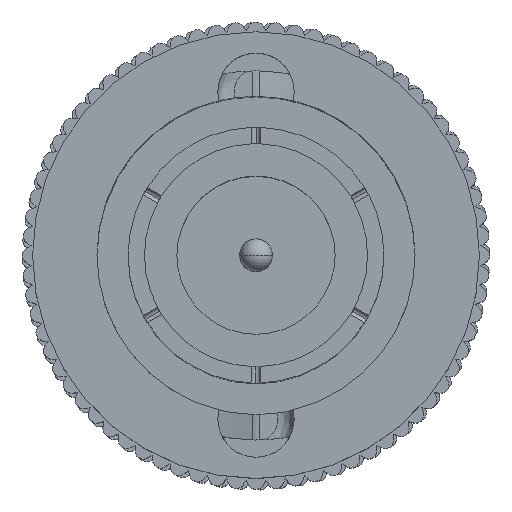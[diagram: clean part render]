
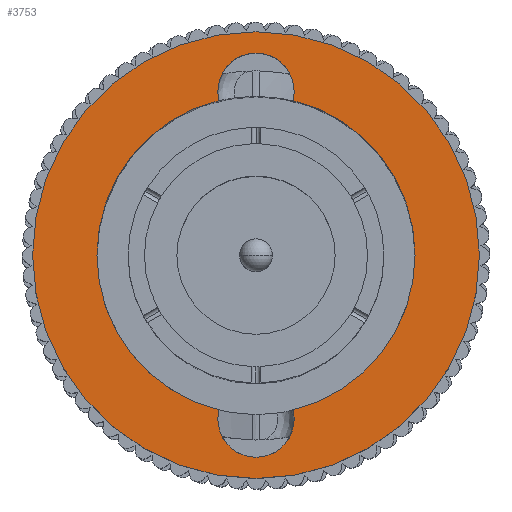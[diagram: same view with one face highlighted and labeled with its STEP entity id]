
A CAD part, top view. The second image highlights one B-rep face of the part: STEP entity #3753.
In plain terms, the highlighted planar face has unit normal (0, 0, 1).
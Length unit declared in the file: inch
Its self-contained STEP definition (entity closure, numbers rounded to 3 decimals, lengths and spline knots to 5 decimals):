
#20 = DIRECTION ( 'NONE',  ( 0., 0., 1. ) ) ;
#164 = CARTESIAN_POINT ( 'NONE',  ( -0.2725, 0., 0. ) ) ;
#234 = DIRECTION ( 'NONE',  ( 1., 0., 0. ) ) ;
#298 = CARTESIAN_POINT ( 'NONE',  ( 0., 0., 0. ) ) ;
#343 = CIRCLE ( 'NONE', #9494, 0.0465 ) ;
#546 = DIRECTION ( 'NONE',  ( 0., 0., 1. ) ) ;
#553 = VERTEX_POINT ( 'NONE', #7395 ) ;
#558 = CIRCLE ( 'NONE', #7183, 0.0465 ) ;
#618 = DIRECTION ( 'NONE',  ( 0., 0., 1. ) ) ;
#620 = ORIENTED_EDGE ( 'NONE', *, *, #1177, .F. ) ;
#747 = CIRCLE ( 'NONE', #8513, 0.0465 ) ;
#796 = DIRECTION ( 'NONE',  ( 0., 0., 1. ) ) ;
#837 = VERTEX_POINT ( 'NONE', #2548 ) ;
#955 = DIRECTION ( 'NONE',  ( 0., 0., 1. ) ) ;
#1177 = EDGE_CURVE ( 'NONE', #553, #6130, #3629, .T. ) ;
#1260 = CARTESIAN_POINT ( 'NONE',  ( 0., -0.2, 0. ) ) ;
#1333 = AXIS2_PLACEMENT_3D ( 'NONE', #9287, #5699, #8375 ) ;
#1343 = DIRECTION ( 'NONE',  ( 0., 0., 1. ) ) ;
#1415 = PLANE ( 'NONE',  #1721 ) ;
#1456 = DIRECTION ( 'NONE',  ( 1., 0., 0. ) ) ;
#1459 = EDGE_CURVE ( 'NONE', #7841, #10653, #11824, .T. ) ;
#1544 = EDGE_CURVE ( 'NONE', #3646, #553, #343, .T. ) ;
#1560 = EDGE_CURVE ( 'NONE', #10653, #6689, #4432, .T. ) ;
#1721 = AXIS2_PLACEMENT_3D ( 'NONE', #3416, #7147, #11832 ) ;
#2072 = CARTESIAN_POINT ( 'NONE',  ( -0.0465, 0.2, 0. ) ) ;
#2091 = CARTESIAN_POINT ( 'NONE',  ( -0.0451, 0.18868, 0. ) ) ;
#2228 = CARTESIAN_POINT ( 'NONE',  ( 0., 0., 0. ) ) ;
#2242 = DIRECTION ( 'NONE',  ( 0., 0., 1. ) ) ;
#2471 = AXIS2_PLACEMENT_3D ( 'NONE', #6455, #9314, #5488 ) ;
#2486 = CARTESIAN_POINT ( 'NONE',  ( 0., 0., 0. ) ) ;
#2548 = CARTESIAN_POINT ( 'NONE',  ( 0.0451, -0.18868, 0. ) ) ;
#2611 = EDGE_CURVE ( 'NONE', #837, #7841, #2696, .T. ) ;
#2696 = CIRCLE ( 'NONE', #6782, 0.194 ) ;
#2806 = CARTESIAN_POINT ( 'NONE',  ( 0.0465, -0.2, 0. ) ) ;
#3046 = ORIENTED_EDGE ( 'NONE', *, *, #8291, .T. ) ;
#3416 = CARTESIAN_POINT ( 'NONE',  ( 0.2725, 0., 0. ) ) ;
#3419 = EDGE_CURVE ( 'NONE', #6689, #11657, #747, .T. ) ;
#3629 = CIRCLE ( 'NONE', #10061, 0.0465 ) ;
#3646 = VERTEX_POINT ( 'NONE', #11717 ) ;
#3676 = DIRECTION ( 'NONE',  ( -1., 0., 0. ) ) ;
#3753 = ADVANCED_FACE ( 'NONE', ( #9772, #8112 ), #1415, .T. ) ;
#3908 = EDGE_LOOP ( 'NONE', ( #6021, #3046 ) ) ;
#3945 = DIRECTION ( 'NONE',  ( 1., 0., 0. ) ) ;
#4174 = EDGE_CURVE ( 'NONE', #11657, #11367, #558, .T. ) ;
#4263 = ORIENTED_EDGE ( 'NONE', *, *, #8980, .F. ) ;
#4432 = CIRCLE ( 'NONE', #2471, 0.0465 ) ;
#4657 = ORIENTED_EDGE ( 'NONE', *, *, #1544, .F. ) ;
#4862 = CIRCLE ( 'NONE', #7579, 0.194 ) ;
#4971 = ORIENTED_EDGE ( 'NONE', *, *, #9798, .F. ) ;
#5289 = VERTEX_POINT ( 'NONE', #11883 ) ;
#5477 = ORIENTED_EDGE ( 'NONE', *, *, #1560, .F. ) ;
#5488 = DIRECTION ( 'NONE',  ( -1., 0., 0. ) ) ;
#5602 = AXIS2_PLACEMENT_3D ( 'NONE', #10966, #618, #1456 ) ;
#5603 = ORIENTED_EDGE ( 'NONE', *, *, #2611, .F. ) ;
#5699 = DIRECTION ( 'NONE',  ( 0., 0., 1. ) ) ;
#6021 = ORIENTED_EDGE ( 'NONE', *, *, #7792, .T. ) ;
#6103 = DIRECTION ( 'NONE',  ( 1., 0., 0. ) ) ;
#6130 = VERTEX_POINT ( 'NONE', #2806 ) ;
#6196 = ORIENTED_EDGE ( 'NONE', *, *, #7644, .F. ) ;
#6271 = EDGE_LOOP ( 'NONE', ( #6196, #10914, #11893, #5477, #11186, #5603, #4263, #620, #4657, #4971 ) ) ;
#6429 = CARTESIAN_POINT ( 'NONE',  ( 0., 0.2, 0. ) ) ;
#6455 = CARTESIAN_POINT ( 'NONE',  ( 0., 0.2, 0. ) ) ;
#6689 = VERTEX_POINT ( 'NONE', #9066 ) ;
#6753 = CIRCLE ( 'NONE', #9872, 0.194 ) ;
#6782 = AXIS2_PLACEMENT_3D ( 'NONE', #2486, #7127, #9024 ) ;
#7127 = DIRECTION ( 'NONE',  ( 0., 0., 1. ) ) ;
#7147 = DIRECTION ( 'NONE',  ( 0., 0., 1. ) ) ;
#7183 = AXIS2_PLACEMENT_3D ( 'NONE', #7474, #955, #8382 ) ;
#7395 = CARTESIAN_POINT ( 'NONE',  ( -0.0465, -0.2, 0. ) ) ;
#7474 = CARTESIAN_POINT ( 'NONE',  ( 0., 0.2, 0. ) ) ;
#7571 = VERTEX_POINT ( 'NONE', #10228 ) ;
#7579 = AXIS2_PLACEMENT_3D ( 'NONE', #2228, #9375, #234 ) ;
#7644 = EDGE_CURVE ( 'NONE', #11367, #7571, #6753, .T. ) ;
#7792 = EDGE_CURVE ( 'NONE', #5289, #8575, #10440, .T. ) ;
#7841 = VERTEX_POINT ( 'NONE', #10107 ) ;
#8112 = FACE_OUTER_BOUND ( 'NONE', #3908, .T. ) ;
#8154 = CIRCLE ( 'NONE', #1333, 0.0465 ) ;
#8291 = EDGE_CURVE ( 'NONE', #8575, #5289, #9893, .T. ) ;
#8299 = AXIS2_PLACEMENT_3D ( 'NONE', #8889, #546, #11702 ) ;
#8375 = DIRECTION ( 'NONE',  ( 1., 0., 0. ) ) ;
#8382 = DIRECTION ( 'NONE',  ( -1., 0., 0. ) ) ;
#8513 = AXIS2_PLACEMENT_3D ( 'NONE', #6429, #20, #3676 ) ;
#8575 = VERTEX_POINT ( 'NONE', #164 ) ;
#8579 = DIRECTION ( 'NONE',  ( 0., 0., 1. ) ) ;
#8889 = CARTESIAN_POINT ( 'NONE',  ( 0., 0., 0. ) ) ;
#8980 = EDGE_CURVE ( 'NONE', #6130, #837, #8154, .T. ) ;
#9024 = DIRECTION ( 'NONE',  ( 1., 0., 0. ) ) ;
#9066 = CARTESIAN_POINT ( 'NONE',  ( 0.0465, 0.2, 0. ) ) ;
#9108 = AXIS2_PLACEMENT_3D ( 'NONE', #11573, #2242, #6103 ) ;
#9287 = CARTESIAN_POINT ( 'NONE',  ( 0., -0.2, 0. ) ) ;
#9314 = DIRECTION ( 'NONE',  ( 0., 0., 1. ) ) ;
#9375 = DIRECTION ( 'NONE',  ( 0., 0., 1. ) ) ;
#9494 = AXIS2_PLACEMENT_3D ( 'NONE', #11705, #796, #11812 ) ;
#9570 = DIRECTION ( 'NONE',  ( 1., 0., 0. ) ) ;
#9772 = FACE_BOUND ( 'NONE', #6271, .T. ) ;
#9798 = EDGE_CURVE ( 'NONE', #7571, #3646, #4862, .T. ) ;
#9872 = AXIS2_PLACEMENT_3D ( 'NONE', #298, #1343, #9570 ) ;
#9893 = CIRCLE ( 'NONE', #9108, 0.2725 ) ;
#10061 = AXIS2_PLACEMENT_3D ( 'NONE', #1260, #8579, #3945 ) ;
#10107 = CARTESIAN_POINT ( 'NONE',  ( 0.194, 0., 0. ) ) ;
#10228 = CARTESIAN_POINT ( 'NONE',  ( -0.194, 0., 0. ) ) ;
#10440 = CIRCLE ( 'NONE', #8299, 0.2725 ) ;
#10609 = CARTESIAN_POINT ( 'NONE',  ( 0.0451, 0.18868, 0. ) ) ;
#10653 = VERTEX_POINT ( 'NONE', #10609 ) ;
#10914 = ORIENTED_EDGE ( 'NONE', *, *, #4174, .F. ) ;
#10966 = CARTESIAN_POINT ( 'NONE',  ( 0., 0., 0. ) ) ;
#11186 = ORIENTED_EDGE ( 'NONE', *, *, #1459, .F. ) ;
#11367 = VERTEX_POINT ( 'NONE', #2091 ) ;
#11573 = CARTESIAN_POINT ( 'NONE',  ( 0., 0., 0. ) ) ;
#11657 = VERTEX_POINT ( 'NONE', #2072 ) ;
#11702 = DIRECTION ( 'NONE',  ( 1., 0., 0. ) ) ;
#11705 = CARTESIAN_POINT ( 'NONE',  ( 0., -0.2, 0. ) ) ;
#11717 = CARTESIAN_POINT ( 'NONE',  ( -0.0451, -0.18868, 0. ) ) ;
#11812 = DIRECTION ( 'NONE',  ( 1., 0., 0. ) ) ;
#11824 = CIRCLE ( 'NONE', #5602, 0.194 ) ;
#11832 = DIRECTION ( 'NONE',  ( 1., 0., 0. ) ) ;
#11883 = CARTESIAN_POINT ( 'NONE',  ( 0.2725, 0., 0. ) ) ;
#11893 = ORIENTED_EDGE ( 'NONE', *, *, #3419, .F. ) ;
